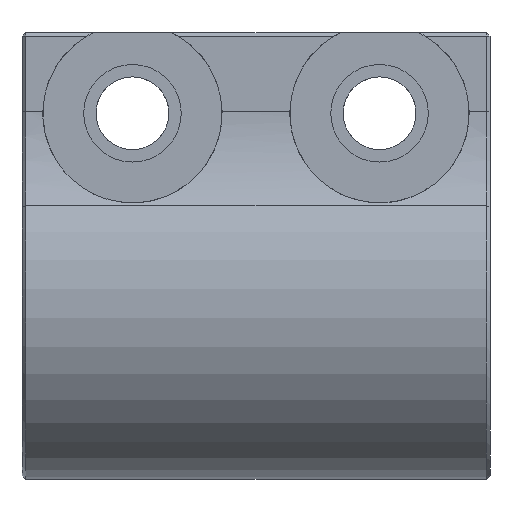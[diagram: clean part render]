
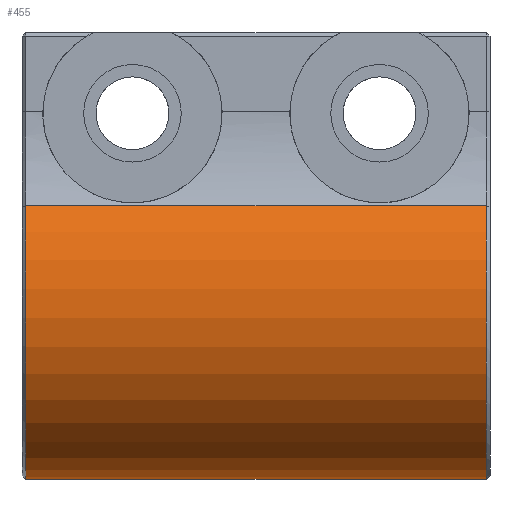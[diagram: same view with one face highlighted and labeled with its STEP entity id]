
A CAD part, left-side view. The second image highlights one B-rep face of the part: STEP entity #455.
In plain terms, the highlighted cylindrical face has radius 6.35 mm (diameter 12.7 mm), a partial arc.
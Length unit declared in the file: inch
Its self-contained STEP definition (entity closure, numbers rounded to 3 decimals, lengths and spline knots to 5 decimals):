
#3 = AXIS2_PLACEMENT_3D ( 'NONE', #1161, #232, #1320 ) ;
#34 = ORIENTED_EDGE ( 'NONE', *, *, #463, .T. ) ;
#149 = CARTESIAN_POINT ( 'NONE',  ( -0.2125, 0.6525, 0.1317 ) ) ;
#232 = DIRECTION ( 'NONE',  ( 0., -1., 0. ) ) ;
#318 = ORIENTED_EDGE ( 'NONE', *, *, #1221, .T. ) ;
#330 = DIRECTION ( 'NONE',  ( 0., 0., -1. ) ) ;
#340 = EDGE_CURVE ( 'NONE', #1457, #1091, #1874, .T. ) ;
#350 = CARTESIAN_POINT ( 'NONE',  ( 0., 0.005, 0. ) ) ;
#418 = ORIENTED_EDGE ( 'NONE', *, *, #340, .T. ) ;
#433 = CARTESIAN_POINT ( 'NONE',  ( -0.2125, 0.6475, 0.1317 ) ) ;
#449 = LINE ( 'NONE', #662, #857 ) ;
#455 = ADVANCED_FACE ( 'NONE', ( #1201 ), #1266, .T. ) ;
#463 = EDGE_CURVE ( 'NONE', #1659, #1074, #449, .T. ) ;
#483 = CARTESIAN_POINT ( 'NONE',  ( -0.2125, 0.005, 0.1317 ) ) ;
#505 = DIRECTION ( 'NONE',  ( 0., 0., 1. ) ) ;
#639 = DIRECTION ( 'NONE',  ( 0., -1., 0. ) ) ;
#662 = CARTESIAN_POINT ( 'NONE',  ( 0., 0.6525, -0.25 ) ) ;
#705 = AXIS2_PLACEMENT_3D ( 'NONE', #350, #1445, #505 ) ;
#730 = CARTESIAN_POINT ( 'NONE',  ( 0., 0.005, -0.25 ) ) ;
#756 = ORIENTED_EDGE ( 'NONE', *, *, #1930, .T. ) ;
#857 = VECTOR ( 'NONE', #1447, 39.37008 ) ;
#954 = CIRCLE ( 'NONE', #705, 0.25 ) ;
#1033 = CIRCLE ( 'NONE', #3, 0.25 ) ;
#1074 = VERTEX_POINT ( 'NONE', #730 ) ;
#1091 = VERTEX_POINT ( 'NONE', #433 ) ;
#1161 = CARTESIAN_POINT ( 'NONE',  ( 0., 0.6475, 0. ) ) ;
#1201 = FACE_OUTER_BOUND ( 'NONE', #1871, .T. ) ;
#1221 = EDGE_CURVE ( 'NONE', #1074, #1457, #954, .T. ) ;
#1252 = DIRECTION ( 'NONE',  ( 0., 1., 0. ) ) ;
#1266 = CYLINDRICAL_SURFACE ( 'NONE', #1867, 0.25 ) ;
#1320 = DIRECTION ( 'NONE',  ( 0., 0., 1. ) ) ;
#1445 = DIRECTION ( 'NONE',  ( 0., 1., 0. ) ) ;
#1447 = DIRECTION ( 'NONE',  ( 0., -1., 0. ) ) ;
#1457 = VERTEX_POINT ( 'NONE', #483 ) ;
#1659 = VERTEX_POINT ( 'NONE', #1780 ) ;
#1732 = CARTESIAN_POINT ( 'NONE',  ( 0., 0.6525, 0. ) ) ;
#1780 = CARTESIAN_POINT ( 'NONE',  ( 0., 0.6475, -0.25 ) ) ;
#1867 = AXIS2_PLACEMENT_3D ( 'NONE', #1732, #639, #330 ) ;
#1871 = EDGE_LOOP ( 'NONE', ( #756, #34, #318, #418 ) ) ;
#1874 = LINE ( 'NONE', #149, #1919 ) ;
#1919 = VECTOR ( 'NONE', #1252, 39.37008 ) ;
#1930 = EDGE_CURVE ( 'NONE', #1091, #1659, #1033, .T. ) ;
